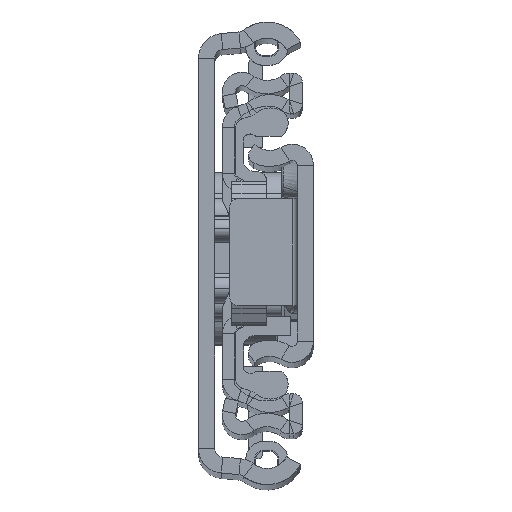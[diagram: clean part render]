
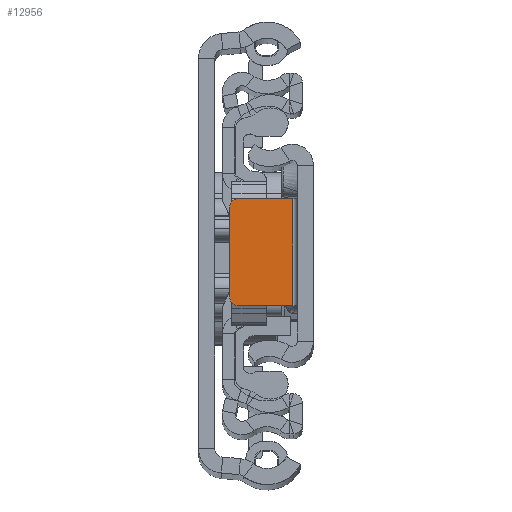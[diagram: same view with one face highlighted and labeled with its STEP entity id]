
A CAD part, top view. The second image highlights one B-rep face of the part: STEP entity #12956.
In plain terms, the highlighted planar face has unit normal (0, 0, 1).
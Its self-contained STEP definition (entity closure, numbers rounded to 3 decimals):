
#239 = VERTEX_POINT ( 'NONE', #9132 ) ;
#1308 = DIRECTION ( 'NONE',  ( 1., 0., 0. ) ) ;
#1373 = CARTESIAN_POINT ( 'NONE',  ( -2.3, 6.151, -6.8 ) ) ;
#2301 = ORIENTED_EDGE ( 'NONE', *, *, #11067, .F. ) ;
#2450 = EDGE_CURVE ( 'NONE', #13597, #22981, #26604, .T. ) ;
#2998 = AXIS2_PLACEMENT_3D ( 'NONE', #15196, #22604, #1308 ) ;
#3872 = ORIENTED_EDGE ( 'NONE', *, *, #29356, .T. ) ;
#5316 = DIRECTION ( 'NONE',  ( 1., 0., 0. ) ) ;
#5569 = DIRECTION ( 'NONE',  ( 0., 1., 0. ) ) ;
#5848 = CARTESIAN_POINT ( 'NONE',  ( -9.4, -5.849, -6.8 ) ) ;
#5975 = CIRCLE ( 'NONE', #2998, 1. ) ;
#6883 = VECTOR ( 'NONE', #29578, 1000. ) ;
#7208 = CARTESIAN_POINT ( 'NONE',  ( -9.4, 5.151, -6.8 ) ) ;
#7242 = CARTESIAN_POINT ( 'NONE',  ( -2.3, -5.849, -6.8 ) ) ;
#7636 = VECTOR ( 'NONE', #24674, 1000. ) ;
#7920 = DIRECTION ( 'NONE',  ( 1., 0., 0. ) ) ;
#8161 = LINE ( 'NONE', #5848, #7636 ) ;
#8199 = LINE ( 'NONE', #25021, #27565 ) ;
#9132 = CARTESIAN_POINT ( 'NONE',  ( -8.4, -5.849, -6.8 ) ) ;
#9917 = EDGE_CURVE ( 'NONE', #13597, #19487, #18891, .T. ) ;
#10091 = PLANE ( 'NONE',  #11940 ) ;
#10518 = ORIENTED_EDGE ( 'NONE', *, *, #2450, .F. ) ;
#10794 = CARTESIAN_POINT ( 'NONE',  ( -8.4, 5.151, -6.8 ) ) ;
#11067 = EDGE_CURVE ( 'NONE', #21504, #239, #8161, .T. ) ;
#11940 = AXIS2_PLACEMENT_3D ( 'NONE', #16874, #26303, #5316 ) ;
#12956 = ADVANCED_FACE ( 'NONE', ( #19203 ), #10091, .T. ) ;
#13597 = VERTEX_POINT ( 'NONE', #14314 ) ;
#14314 = CARTESIAN_POINT ( 'NONE',  ( -8.4, 6.151, -6.8 ) ) ;
#15107 = LINE ( 'NONE', #1373, #6883 ) ;
#15196 = CARTESIAN_POINT ( 'NONE',  ( -8.4, -4.849, -6.8 ) ) ;
#16727 = CARTESIAN_POINT ( 'NONE',  ( -1.8, 6.151, -6.8 ) ) ;
#16874 = CARTESIAN_POINT ( 'NONE',  ( 0., 0., -6.8 ) ) ;
#18202 = DIRECTION ( 'NONE',  ( 0., 0., 1. ) ) ;
#18834 = VERTEX_POINT ( 'NONE', #23955 ) ;
#18891 = CIRCLE ( 'NONE', #23324, 1. ) ;
#19203 = FACE_OUTER_BOUND ( 'NONE', #24472, .T. ) ;
#19487 = VERTEX_POINT ( 'NONE', #7208 ) ;
#20485 = VECTOR ( 'NONE', #7920, 1000. ) ;
#21504 = VERTEX_POINT ( 'NONE', #7242 ) ;
#22604 = DIRECTION ( 'NONE',  ( 0., 0., 1. ) ) ;
#22981 = VERTEX_POINT ( 'NONE', #25277 ) ;
#23324 = AXIS2_PLACEMENT_3D ( 'NONE', #10794, #18202, #25456 ) ;
#23955 = CARTESIAN_POINT ( 'NONE',  ( -9.4, -4.849, -6.8 ) ) ;
#24077 = ORIENTED_EDGE ( 'NONE', *, *, #26665, .F. ) ;
#24472 = EDGE_LOOP ( 'NONE', ( #24542, #3872, #2301, #24077, #10518, #30209 ) ) ;
#24542 = ORIENTED_EDGE ( 'NONE', *, *, #26387, .F. ) ;
#24674 = DIRECTION ( 'NONE',  ( -1., 0., 0. ) ) ;
#25021 = CARTESIAN_POINT ( 'NONE',  ( -9.4, 6.151, -6.8 ) ) ;
#25277 = CARTESIAN_POINT ( 'NONE',  ( -2.3, 6.151, -6.8 ) ) ;
#25456 = DIRECTION ( 'NONE',  ( 1., 0., 0. ) ) ;
#26303 = DIRECTION ( 'NONE',  ( 0., 0., 1. ) ) ;
#26387 = EDGE_CURVE ( 'NONE', #18834, #19487, #8199, .T. ) ;
#26604 = LINE ( 'NONE', #16727, #20485 ) ;
#26665 = EDGE_CURVE ( 'NONE', #22981, #21504, #15107, .T. ) ;
#27565 = VECTOR ( 'NONE', #5569, 1000. ) ;
#29356 = EDGE_CURVE ( 'NONE', #18834, #239, #5975, .T. ) ;
#29578 = DIRECTION ( 'NONE',  ( 0., -1., 0. ) ) ;
#30209 = ORIENTED_EDGE ( 'NONE', *, *, #9917, .T. ) ;
